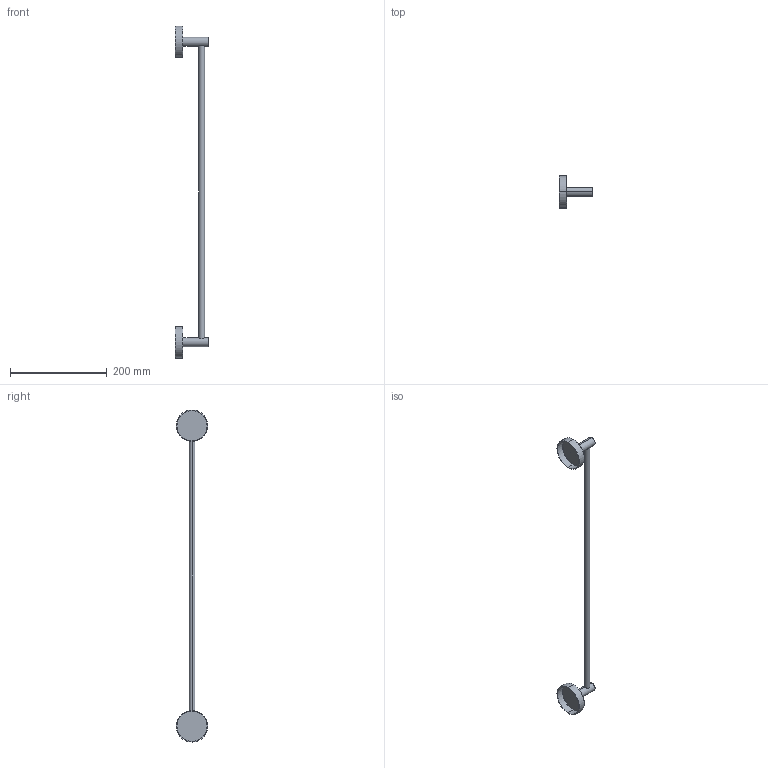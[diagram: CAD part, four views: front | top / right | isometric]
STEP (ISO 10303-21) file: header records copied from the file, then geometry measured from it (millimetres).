
FILE_DESCRIPTION (( 'STEP AP203' ), '1' );
FILE_NAME ('Marbea - 21585.STEP', '2013-03-22T17:26:41', ( '' ), ( '' ), 'SwSTEP 2.0', 'SolidWorks 2012', '' );
FILE_SCHEMA (( 'CONFIG_CONTROL_DESIGN' ));
Length unit declared in the file: millimetre
Products named in the file (5): Marbea 002 - wieszak 1; Marbea - 21585; LustroMarbea 001; Marbea 001; Marbea 001 - wieszak 1
Assembly tree (5 placements, depth 2):
  Marbea - 21585
    Marbea 001
    Marbea 001 - wieszak 1  x2
    Marbea 002 - wieszak 1
    LustroMarbea 001
Bounding box: 70 x 65 x 685 mm (x, y, z)
Volume: 113920.6 mm3; surface area: 56969.9 mm2
Topology: 5 solids, 5 shells, 44 faces, 80 edges, 48 vertices
Faces by surface type: cylinder 18, plane 14, torus 12
Entity records: 1500 total; most frequent: CARTESIAN_POINT 226, DIRECTION 193, ORIENTED_EDGE 126, AXIS2_PLACEMENT_3D 89, EDGE_CURVE 63, CIRCLE 46, PERSON_AND_ORGANIZATION 45, VERTEX_POINT 38
